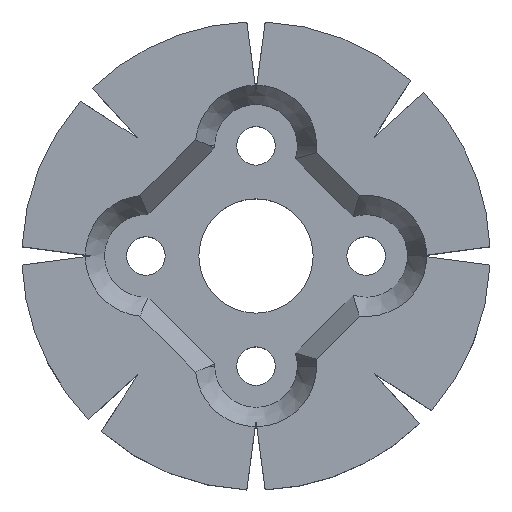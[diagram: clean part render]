
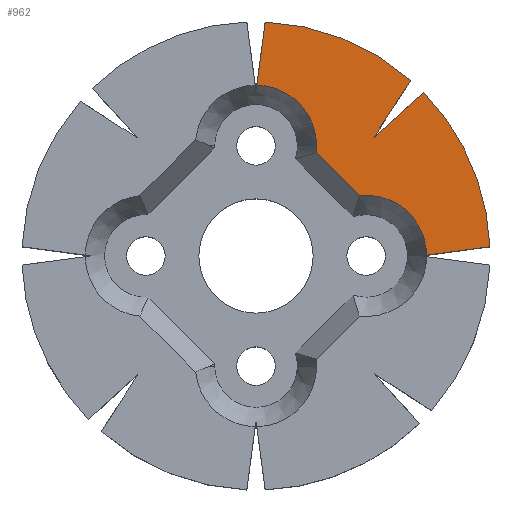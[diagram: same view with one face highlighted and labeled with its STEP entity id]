
A CAD part, top view. The second image highlights one B-rep face of the part: STEP entity #962.
In plain terms, the highlighted planar face has unit normal (0, 0, 1).
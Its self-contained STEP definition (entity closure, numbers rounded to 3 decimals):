
#8 = EDGE_CURVE ( 'NONE', #4529, #3634, #2303, .T. ) ;
#22 = VERTEX_POINT ( 'NONE', #2348 ) ;
#24 = LINE ( 'NONE', #413, #2217 ) ;
#74 = DIRECTION ( 'NONE',  ( 0.707, -0.707, 0. ) ) ;
#113 = VERTEX_POINT ( 'NONE', #3172 ) ;
#126 = CIRCLE ( 'NONE', #2553, 4.4 ) ;
#284 = AXIS2_PLACEMENT_3D ( 'NONE', #373, #2488, #2161 ) ;
#373 = CARTESIAN_POINT ( 'NONE',  ( 0., 0., 4. ) ) ;
#385 = VERTEX_POINT ( 'NONE', #4249 ) ;
#398 = EDGE_CURVE ( 'NONE', #2004, #385, #2460, .T. ) ;
#413 = CARTESIAN_POINT ( 'NONE',  ( -1.572, 0.21, 4. ) ) ;
#470 = VECTOR ( 'NONE', #4090, 1000. ) ;
#474 = ORIENTED_EDGE ( 'NONE', *, *, #1152, .T. ) ;
#560 = CARTESIAN_POINT ( 'NONE',  ( 8., 0., 4. ) ) ;
#605 = CARTESIAN_POINT ( 'NONE',  ( 0., 0., 4. ) ) ;
#662 = AXIS2_PLACEMENT_3D ( 'NONE', #1199, #2637, #1599 ) ;
#914 = DIRECTION ( 'NONE',  ( -0.541, -0.841, 0. ) ) ;
#961 = LINE ( 'NONE', #3400, #2505 ) ;
#962 = ADVANCED_FACE ( 'NONE', ( #3428 ), #3501, .T. ) ;
#1116 = EDGE_CURVE ( 'NONE', #2619, #385, #24, .T. ) ;
#1152 = EDGE_CURVE ( 'NONE', #1547, #113, #1534, .T. ) ;
#1196 = CIRCLE ( 'NONE', #284, 17. ) ;
#1199 = CARTESIAN_POINT ( 'NONE',  ( 0., 8., 4. ) ) ;
#1200 = CARTESIAN_POINT ( 'NONE',  ( 11.236, 12.758, 4. ) ) ;
#1206 = EDGE_CURVE ( 'NONE', #1393, #1547, #3681, .T. ) ;
#1248 = CARTESIAN_POINT ( 'NONE',  ( 8.043, 3.837, 4. ) ) ;
#1328 = ORIENTED_EDGE ( 'NONE', *, *, #1395, .T. ) ;
#1347 = DIRECTION ( 'NONE',  ( 1., 0., 0. ) ) ;
#1393 = VERTEX_POINT ( 'NONE', #2815 ) ;
#1395 = EDGE_CURVE ( 'NONE', #4529, #3642, #1196, .T. ) ;
#1534 = LINE ( 'NONE', #1248, #1773 ) ;
#1547 = VERTEX_POINT ( 'NONE', #2292 ) ;
#1581 = EDGE_CURVE ( 'NONE', #22, #3642, #961, .T. ) ;
#1593 = CARTESIAN_POINT ( 'NONE',  ( 0.21, -1.572, 4. ) ) ;
#1599 = DIRECTION ( 'NONE',  ( 1., 0., 0. ) ) ;
#1639 = EDGE_CURVE ( 'NONE', #2619, #1393, #1771, .T. ) ;
#1704 = CARTESIAN_POINT ( 'NONE',  ( 0., 8., 4. ) ) ;
#1710 = DIRECTION ( 'NONE',  ( 0.132, 0.991, 0. ) ) ;
#1754 = AXIS2_PLACEMENT_3D ( 'NONE', #1704, #3827, #4583 ) ;
#1771 = CIRCLE ( 'NONE', #1754, 4.4 ) ;
#1773 = VECTOR ( 'NONE', #74, 1000. ) ;
#2004 = VERTEX_POINT ( 'NONE', #1200 ) ;
#2013 = DIRECTION ( 'NONE',  ( 0., 0., -1. ) ) ;
#2059 = DIRECTION ( 'NONE',  ( 0., 0., 1. ) ) ;
#2139 = CARTESIAN_POINT ( 'NONE',  ( 12.172, 11.868, 4. ) ) ;
#2161 = DIRECTION ( 'NONE',  ( 1., 0., 0. ) ) ;
#2204 = CARTESIAN_POINT ( 'NONE',  ( 12.4, 0.053, 4. ) ) ;
#2217 = VECTOR ( 'NONE', #1710, 1000. ) ;
#2292 = CARTESIAN_POINT ( 'NONE',  ( 4.372, 7.507, 4. ) ) ;
#2303 = LINE ( 'NONE', #1593, #470 ) ;
#2307 = AXIS2_PLACEMENT_3D ( 'NONE', #605, #2059, #1347 ) ;
#2344 = CARTESIAN_POINT ( 'NONE',  ( 16.987, 0.665, 4. ) ) ;
#2348 = CARTESIAN_POINT ( 'NONE',  ( 8.576, 8.626, 4. ) ) ;
#2417 = DIRECTION ( 'NONE',  ( 1., 0., 0. ) ) ;
#2438 = LINE ( 'NONE', #3884, #4709 ) ;
#2460 = CIRCLE ( 'NONE', #2307, 17. ) ;
#2488 = DIRECTION ( 'NONE',  ( 0., 0., 1. ) ) ;
#2505 = VECTOR ( 'NONE', #2715, 1000. ) ;
#2512 = EDGE_CURVE ( 'NONE', #113, #3634, #126, .T. ) ;
#2546 = ORIENTED_EDGE ( 'NONE', *, *, #1116, .F. ) ;
#2553 = AXIS2_PLACEMENT_3D ( 'NONE', #560, #2013, #4227 ) ;
#2597 = EDGE_CURVE ( 'NONE', #2004, #22, #2438, .T. ) ;
#2610 = ORIENTED_EDGE ( 'NONE', *, *, #1639, .T. ) ;
#2619 = VERTEX_POINT ( 'NONE', #4558 ) ;
#2637 = DIRECTION ( 'NONE',  ( 0., 0., -1. ) ) ;
#2715 = DIRECTION ( 'NONE',  ( 0.743, 0.67, 0. ) ) ;
#2720 = CARTESIAN_POINT ( 'NONE',  ( 0., 0., 4. ) ) ;
#2815 = CARTESIAN_POINT ( 'NONE',  ( 4.4, 8., 4. ) ) ;
#2891 = ORIENTED_EDGE ( 'NONE', *, *, #8, .F. ) ;
#2973 = ORIENTED_EDGE ( 'NONE', *, *, #1581, .F. ) ;
#2979 = EDGE_LOOP ( 'NONE', ( #474, #4051, #2891, #1328, #2973, #4195, #3396, #2546, #2610, #4253 ) ) ;
#3041 = DIRECTION ( 'NONE',  ( 0., 0., 1. ) ) ;
#3172 = CARTESIAN_POINT ( 'NONE',  ( 7.507, 4.372, 4. ) ) ;
#3396 = ORIENTED_EDGE ( 'NONE', *, *, #398, .T. ) ;
#3400 = CARTESIAN_POINT ( 'NONE',  ( -0.445, 0.493, 4. ) ) ;
#3428 = FACE_OUTER_BOUND ( 'NONE', #2979, .T. ) ;
#3501 = PLANE ( 'NONE',  #3882 ) ;
#3634 = VERTEX_POINT ( 'NONE', #2204 ) ;
#3642 = VERTEX_POINT ( 'NONE', #2139 ) ;
#3681 = CIRCLE ( 'NONE', #662, 4.4 ) ;
#3827 = DIRECTION ( 'NONE',  ( 0., 0., -1. ) ) ;
#3882 = AXIS2_PLACEMENT_3D ( 'NONE', #2720, #3041, #2417 ) ;
#3884 = CARTESIAN_POINT ( 'NONE',  ( 2.137, -1.376, 4. ) ) ;
#4051 = ORIENTED_EDGE ( 'NONE', *, *, #2512, .T. ) ;
#4090 = DIRECTION ( 'NONE',  ( -0.991, -0.132, 0. ) ) ;
#4195 = ORIENTED_EDGE ( 'NONE', *, *, #2597, .F. ) ;
#4227 = DIRECTION ( 'NONE',  ( 1., 0., 0. ) ) ;
#4249 = CARTESIAN_POINT ( 'NONE',  ( 0.665, 16.987, 4. ) ) ;
#4253 = ORIENTED_EDGE ( 'NONE', *, *, #1206, .T. ) ;
#4529 = VERTEX_POINT ( 'NONE', #2344 ) ;
#4558 = CARTESIAN_POINT ( 'NONE',  ( 0.053, 12.4, 4. ) ) ;
#4583 = DIRECTION ( 'NONE',  ( 1., 0., 0. ) ) ;
#4709 = VECTOR ( 'NONE', #914, 1000. ) ;
